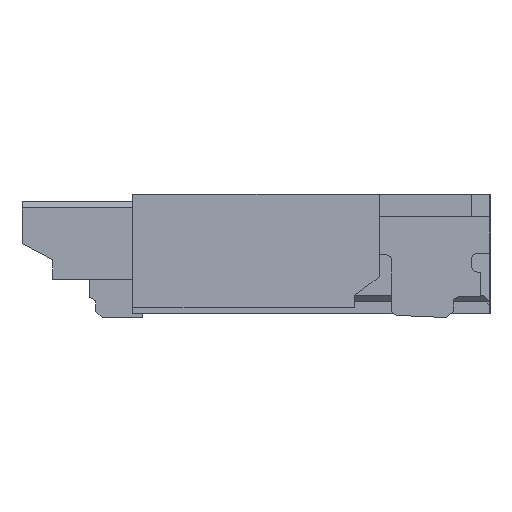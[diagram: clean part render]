
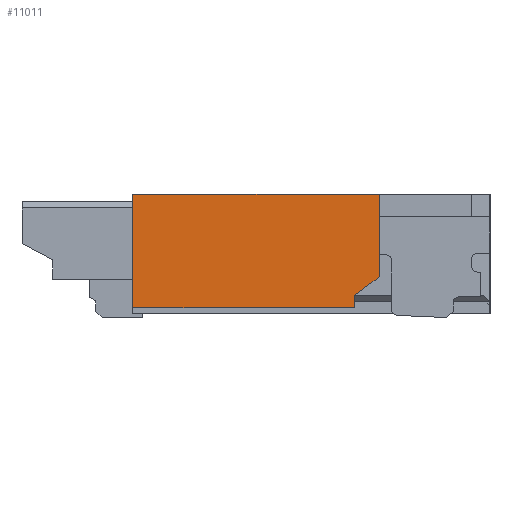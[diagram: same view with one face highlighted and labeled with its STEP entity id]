
A CAD part, left-side view. The second image highlights one B-rep face of the part: STEP entity #11011.
In plain terms, the highlighted planar face has unit normal (-1, 0, 0).
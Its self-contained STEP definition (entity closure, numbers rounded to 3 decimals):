
#312=FACE_OUTER_BOUND('',#890,.T.);
#890=EDGE_LOOP('',(#7562,#7563,#7564,#7565,#7566,#7567));
#1413=LINE('',#15253,#2920);
#1442=LINE('',#15320,#2949);
#1559=LINE('',#15582,#3066);
#1564=LINE('',#15591,#3071);
#1597=LINE('',#15660,#3104);
#1642=LINE('',#15771,#3149);
#2920=VECTOR('',#12290,1.);
#2949=VECTOR('',#12339,1.);
#3066=VECTOR('',#12538,1.);
#3071=VECTOR('',#12547,1.);
#3104=VECTOR('',#12616,1.);
#3149=VECTOR('',#12721,1.);
#4426=VERTEX_POINT('',#15251);
#4427=VERTEX_POINT('',#15252);
#4455=VERTEX_POINT('',#15319);
#4556=VERTEX_POINT('',#15575);
#4559=VERTEX_POINT('',#15580);
#4579=VERTEX_POINT('',#15658);
#5506=EDGE_CURVE('',#4426,#4427,#1413,.T.);
#5538=EDGE_CURVE('',#4455,#4427,#1442,.T.);
#5667=EDGE_CURVE('',#4556,#4559,#1559,.T.);
#5672=EDGE_CURVE('',#4426,#4556,#1564,.T.);
#5706=EDGE_CURVE('',#4579,#4559,#1597,.T.);
#5761=EDGE_CURVE('',#4579,#4455,#1642,.T.);
#7562=ORIENTED_EDGE('',*,*,#5538,.T.);
#7563=ORIENTED_EDGE('',*,*,#5506,.F.);
#7564=ORIENTED_EDGE('',*,*,#5672,.T.);
#7565=ORIENTED_EDGE('',*,*,#5667,.T.);
#7566=ORIENTED_EDGE('',*,*,#5706,.F.);
#7567=ORIENTED_EDGE('',*,*,#5761,.T.);
#10492=PLANE('',#11631);
#11011=ADVANCED_FACE('',(#312),#10492,.F.);
#11631=AXIS2_PLACEMENT_3D('',#15770,#12719,#12720);
#12290=DIRECTION('',(0.,1.,0.));
#12339=DIRECTION('',(0.,0.,-1.));
#12538=DIRECTION('',(0.,-0.8,0.6));
#12547=DIRECTION('',(0.,0.,1.));
#12616=DIRECTION('',(0.,0.,-1.));
#12719=DIRECTION('center_axis',(1.,0.,0.));
#12720=DIRECTION('ref_axis',(0.,1.,0.));
#12721=DIRECTION('',(0.,1.,0.));
#15251=CARTESIAN_POINT('',(-8.5,0.55,0.08));
#15252=CARTESIAN_POINT('',(-8.5,2.35,0.08));
#15253=CARTESIAN_POINT('',(-8.5,3.094,0.08));
#15319=CARTESIAN_POINT('',(-8.5,2.35,1.));
#15320=CARTESIAN_POINT('',(-8.5,2.35,0.842));
#15575=CARTESIAN_POINT('',(-8.5,0.55,0.18));
#15580=CARTESIAN_POINT('',(-8.5,0.35,0.33));
#15582=CARTESIAN_POINT('',(-8.5,0.55,0.18));
#15591=CARTESIAN_POINT('',(-8.5,0.55,1.258));
#15658=CARTESIAN_POINT('',(-8.5,0.35,1.));
#15660=CARTESIAN_POINT('',(-8.5,0.35,0.842));
#15770=CARTESIAN_POINT('Origin',(-8.5,2.045,0.842));
#15771=CARTESIAN_POINT('',(-8.5,2.045,1.));
